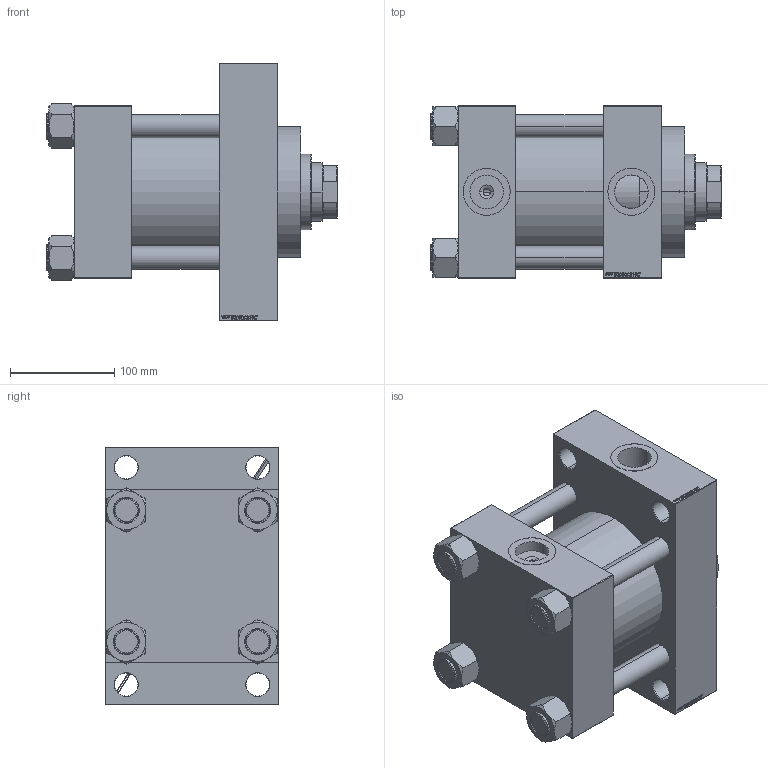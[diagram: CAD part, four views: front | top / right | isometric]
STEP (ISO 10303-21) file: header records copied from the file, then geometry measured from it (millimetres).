
FILE_DESCRIPTION (( 'STEP AP203' ), '1' );
FILE_NAME ('827c.STEP', '2022-04-16T19:58:54', ( '' ), ( '' ), 'SwSTEP 2.0', 'SolidWorks 2019', '' );
FILE_SCHEMA (( 'CONFIG_CONTROL_DESIGN' ));
Length unit declared in the file: millimetre
Products named in the file (6): V215CD_VCP_D 61f661003f3c2a70982c7b61e1017ea3; V215CD_D_Body 61f661003f3c2a70982c7b61e1017ea3; 827c; V215CD_D_TYCINKA 61f661003f3c2a70982c7b61e1017ea3; V215CD_VC_A 61f661003f3c2a70982c7b61e1017ea3; V215CD_NUT_M5_D 61f661003f3c2a70982c7b61e1017ea3
Assembly tree (11 placements, depth 2):
  827c
    V215CD_D_Body 61f661003f3c2a70982c7b61e1017ea3
    V215CD_VC_A 61f661003f3c2a70982c7b61e1017ea3
    V215CD_VCP_D 61f661003f3c2a70982c7b61e1017ea3
    V215CD_D_TYCINKA 61f661003f3c2a70982c7b61e1017ea3  x4
    V215CD_NUT_M5_D 61f661003f3c2a70982c7b61e1017ea3  x4
Bounding box: 278 x 165 x 247 mm (x, y, z)
Volume: 1821883.9 mm3; surface area: 534356.5 mm2
Topology: 10 solids, 11 shells, 1154 faces, 2917 edges, 1897 vertices
Faces by surface type: plane 546, bspline 368, cone 142, cylinder 90, torus 8
Entity records: 47855 total; most frequent: CARTESIAN_POINT 25257, ORIENTED_EDGE 5098, DIRECTION 3283, EDGE_CURVE 2549, VERTEX_POINT 1675, VECTOR 1529, LINE 1529, EDGE_LOOP 1130
